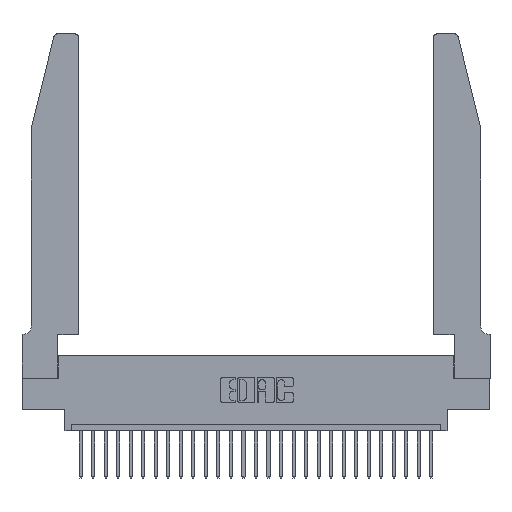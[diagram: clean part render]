
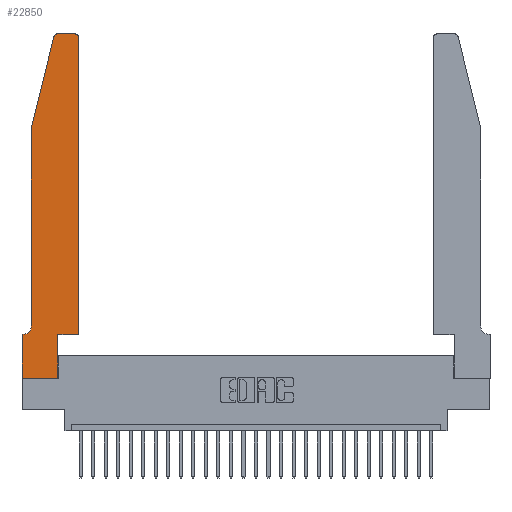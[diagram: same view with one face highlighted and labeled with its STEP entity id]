
A CAD part, top view. The second image highlights one B-rep face of the part: STEP entity #22850.
In plain terms, the highlighted planar face has unit normal (0, 0, 1).
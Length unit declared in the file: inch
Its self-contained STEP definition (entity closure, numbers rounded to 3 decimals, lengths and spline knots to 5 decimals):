
#469 = DIRECTION ( 'NONE',  ( 1., 0., 0. ) ) ;
#565 = CARTESIAN_POINT ( 'NONE',  ( 0.284, 2.72, 0.37 ) ) ;
#668 = DIRECTION ( 'NONE',  ( 0., 0., 1. ) ) ;
#778 = VERTEX_POINT ( 'NONE', #18832 ) ;
#792 = VERTEX_POINT ( 'NONE', #27591 ) ;
#1050 = VECTOR ( 'NONE', #28125, 39.37008 ) ;
#1117 = EDGE_CURVE ( 'NONE', #24271, #12424, #26982, .T. ) ;
#1598 = CARTESIAN_POINT ( 'NONE',  ( 0., 0., 0.37 ) ) ;
#3221 = CARTESIAN_POINT ( 'NONE',  ( 0.0755, 0.35, 0.37 ) ) ;
#3381 = CARTESIAN_POINT ( 'NONE',  ( 0.2865, 0.35, 0.37 ) ) ;
#3437 = EDGE_CURVE ( 'NONE', #17463, #10143, #4176, .T. ) ;
#3517 = EDGE_CURVE ( 'NONE', #778, #16863, #26202, .T. ) ;
#4048 = EDGE_CURVE ( 'NONE', #792, #7559, #26176, .T. ) ;
#4176 = LINE ( 'NONE', #1598, #14926 ) ;
#4305 = CARTESIAN_POINT ( 'NONE',  ( 0.25487, 2.72718, 0.37 ) ) ;
#4616 = DIRECTION ( 'NONE',  ( 0., 1., 0. ) ) ;
#4820 = PLANE ( 'NONE',  #26585 ) ;
#4838 = EDGE_CURVE ( 'NONE', #21650, #25786, #25795, .T. ) ;
#5993 = CARTESIAN_POINT ( 'NONE',  ( 0.0755, 2., 0.37 ) ) ;
#6334 = CARTESIAN_POINT ( 'NONE',  ( 0., 0., 0.37 ) ) ;
#6524 = LINE ( 'NONE', #22755, #12408 ) ;
#6617 = ORIENTED_EDGE ( 'NONE', *, *, #17210, .T. ) ;
#6836 = EDGE_CURVE ( 'NONE', #12424, #778, #25714, .T. ) ;
#6917 = CARTESIAN_POINT ( 'NONE',  ( 0.4505, 0.35, 0.37 ) ) ;
#7559 = VERTEX_POINT ( 'NONE', #3381 ) ;
#7567 = DIRECTION ( 'NONE',  ( -0.239, -0.971, 0. ) ) ;
#7929 = CARTESIAN_POINT ( 'NONE',  ( 0.4505, 0.35, 0.37 ) ) ;
#8829 = DIRECTION ( 'NONE',  ( 1., 0., 0. ) ) ;
#8888 = ORIENTED_EDGE ( 'NONE', *, *, #1117, .T. ) ;
#9171 = DIRECTION ( 'NONE',  ( 0., 0., 1. ) ) ;
#9465 = ORIENTED_EDGE ( 'NONE', *, *, #23593, .T. ) ;
#9573 = DIRECTION ( 'NONE',  ( 0., -1., 0. ) ) ;
#10100 = VERTEX_POINT ( 'NONE', #4305 ) ;
#10143 = VERTEX_POINT ( 'NONE', #6334 ) ;
#10390 = VERTEX_POINT ( 'NONE', #5993 ) ;
#10676 = CARTESIAN_POINT ( 'NONE',  ( 0., 0.35, 0.37 ) ) ;
#11101 = CARTESIAN_POINT ( 'NONE',  ( 0., 0., 0.37 ) ) ;
#11405 = DIRECTION ( 'NONE',  ( -1., 0., 0. ) ) ;
#12248 = VECTOR ( 'NONE', #4616, 39.37008 ) ;
#12408 = VECTOR ( 'NONE', #9573, 39.37008 ) ;
#12424 = VERTEX_POINT ( 'NONE', #12762 ) ;
#12762 = CARTESIAN_POINT ( 'NONE',  ( 0.4505, 2.72, 0.37 ) ) ;
#12828 = ORIENTED_EDGE ( 'NONE', *, *, #4838, .T. ) ;
#13113 = DIRECTION ( 'NONE',  ( 1., 0., 0. ) ) ;
#13576 = VECTOR ( 'NONE', #7567, 39.37008 ) ;
#13812 = CARTESIAN_POINT ( 'NONE',  ( 0., 0.35, 0.37 ) ) ;
#14426 = VECTOR ( 'NONE', #20680, 39.37008 ) ;
#14809 = FACE_OUTER_BOUND ( 'NONE', #19211, .T. ) ;
#14896 = ORIENTED_EDGE ( 'NONE', *, *, #4048, .T. ) ;
#14926 = VECTOR ( 'NONE', #21442, 39.37008 ) ;
#15145 = DIRECTION ( 'NONE',  ( 1., 0., 0. ) ) ;
#15545 = EDGE_CURVE ( 'NONE', #10390, #21650, #6524, .T. ) ;
#15613 = ORIENTED_EDGE ( 'NONE', *, *, #6836, .T. ) ;
#16863 = VERTEX_POINT ( 'NONE', #20259 ) ;
#16914 = VECTOR ( 'NONE', #27728, 39.37008 ) ;
#16980 = ORIENTED_EDGE ( 'NONE', *, *, #3437, .T. ) ;
#17210 = EDGE_CURVE ( 'NONE', #25786, #17463, #23346, .T. ) ;
#17463 = VERTEX_POINT ( 'NONE', #10676 ) ;
#17913 = CARTESIAN_POINT ( 'NONE',  ( 0.0055, 0.35, 0.37 ) ) ;
#17952 = CARTESIAN_POINT ( 'NONE',  ( 0.4505, 0.35, 0.37 ) ) ;
#18120 = EDGE_CURVE ( 'NONE', #7559, #24271, #26388, .T. ) ;
#18411 = AXIS2_PLACEMENT_3D ( 'NONE', #24531, #20433, #11405 ) ;
#18832 = CARTESIAN_POINT ( 'NONE',  ( 0.4205, 2.75, 0.37 ) ) ;
#19168 = AXIS2_PLACEMENT_3D ( 'NONE', #26587, #20001, #8829 ) ;
#19204 = CIRCLE ( 'NONE', #22276, 0.03 ) ;
#19211 = EDGE_LOOP ( 'NONE', ( #19212, #20045, #19300, #27357, #12828, #6617, #16980, #9465, #14896, #22780, #8888, #15613 ) ) ;
#19212 = ORIENTED_EDGE ( 'NONE', *, *, #3517, .T. ) ;
#19300 = ORIENTED_EDGE ( 'NONE', *, *, #20339, .T. ) ;
#19339 = CARTESIAN_POINT ( 'NONE',  ( 0.2865, 0.35, 0.37 ) ) ;
#19389 = CARTESIAN_POINT ( 'NONE',  ( 0.0755, 0.42, 0.37 ) ) ;
#20001 = DIRECTION ( 'NONE',  ( 0., 0., 1. ) ) ;
#20045 = ORIENTED_EDGE ( 'NONE', *, *, #28107, .T. ) ;
#20220 = VECTOR ( 'NONE', #15145, 39.37008 ) ;
#20259 = CARTESIAN_POINT ( 'NONE',  ( 0.284, 2.75, 0.37 ) ) ;
#20339 = EDGE_CURVE ( 'NONE', #10100, #10390, #23201, .T. ) ;
#20433 = DIRECTION ( 'NONE',  ( 0., 0., -1. ) ) ;
#20680 = DIRECTION ( 'NONE',  ( -1., 0., 0. ) ) ;
#21442 = DIRECTION ( 'NONE',  ( 0., -1., 0. ) ) ;
#21650 = VERTEX_POINT ( 'NONE', #19389 ) ;
#22276 = AXIS2_PLACEMENT_3D ( 'NONE', #565, #668, #469 ) ;
#22755 = CARTESIAN_POINT ( 'NONE',  ( 0.0755, 2., 0.37 ) ) ;
#22780 = ORIENTED_EDGE ( 'NONE', *, *, #18120, .T. ) ;
#22850 = ADVANCED_FACE ( 'NONE', ( #14809 ), #4820, .T. ) ;
#23201 = LINE ( 'NONE', #27161, #13576 ) ;
#23346 = LINE ( 'NONE', #3221, #14426 ) ;
#23593 = EDGE_CURVE ( 'NONE', #10143, #792, #26068, .T. ) ;
#24271 = VERTEX_POINT ( 'NONE', #6917 ) ;
#24531 = CARTESIAN_POINT ( 'NONE',  ( 0.0055, 0.42, 0.37 ) ) ;
#25714 = CIRCLE ( 'NONE', #19168, 0.03 ) ;
#25786 = VERTEX_POINT ( 'NONE', #17913 ) ;
#25795 = CIRCLE ( 'NONE', #18411, 0.07 ) ;
#25851 = CARTESIAN_POINT ( 'NONE',  ( 0.2605, 2.75, 0.37 ) ) ;
#26068 = LINE ( 'NONE', #11101, #28117 ) ;
#26176 = LINE ( 'NONE', #19339, #16914 ) ;
#26202 = LINE ( 'NONE', #25851, #1050 ) ;
#26388 = LINE ( 'NONE', #7929, #20220 ) ;
#26585 = AXIS2_PLACEMENT_3D ( 'NONE', #13812, #9171, #26744 ) ;
#26587 = CARTESIAN_POINT ( 'NONE',  ( 0.4205, 2.72, 0.37 ) ) ;
#26744 = DIRECTION ( 'NONE',  ( 1., 0., 0. ) ) ;
#26982 = LINE ( 'NONE', #17952, #12248 ) ;
#27161 = CARTESIAN_POINT ( 'NONE',  ( 0.0755, 2., 0.37 ) ) ;
#27357 = ORIENTED_EDGE ( 'NONE', *, *, #15545, .T. ) ;
#27591 = CARTESIAN_POINT ( 'NONE',  ( 0.2865, 0., 0.37 ) ) ;
#27728 = DIRECTION ( 'NONE',  ( 0., 1., 0. ) ) ;
#28107 = EDGE_CURVE ( 'NONE', #16863, #10100, #19204, .T. ) ;
#28117 = VECTOR ( 'NONE', #13113, 39.37008 ) ;
#28125 = DIRECTION ( 'NONE',  ( -1., 0., 0. ) ) ;
